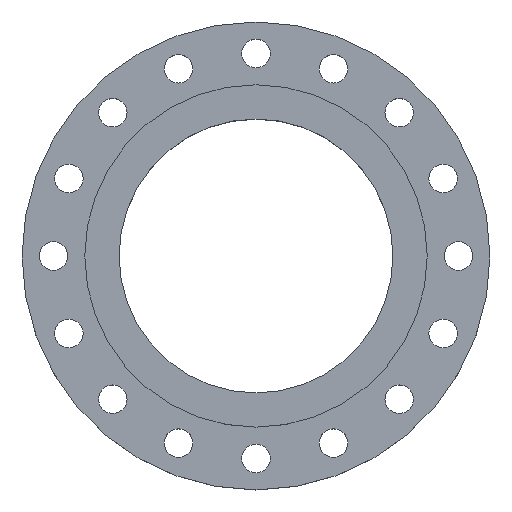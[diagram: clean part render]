
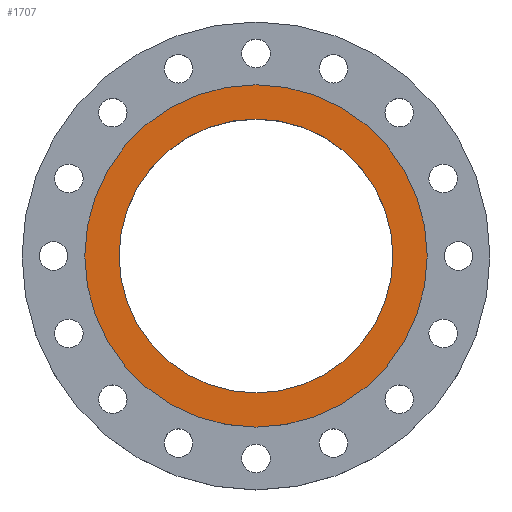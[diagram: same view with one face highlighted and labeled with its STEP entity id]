
A CAD part, top view. The second image highlights one B-rep face of the part: STEP entity #1707.
In plain terms, the highlighted planar face has unit normal (0, 0, 1).
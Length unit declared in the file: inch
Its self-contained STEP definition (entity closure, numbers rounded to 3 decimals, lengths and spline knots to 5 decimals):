
#93 = AXIS2_PLACEMENT_3D ( 'NONE', #1438, #1145, #1557 ) ;
#117 = CARTESIAN_POINT ( 'NONE',  ( 0., 0., 0. ) ) ;
#190 = FACE_BOUND ( 'NONE', #272, .T. ) ;
#272 = EDGE_LOOP ( 'NONE', ( #709, #1664 ) ) ;
#285 = VERTEX_POINT ( 'NONE', #424 ) ;
#368 = CARTESIAN_POINT ( 'NONE',  ( 0., 0., 0. ) ) ;
#376 = AXIS2_PLACEMENT_3D ( 'NONE', #117, #1193, #1741 ) ;
#413 = CARTESIAN_POINT ( 'NONE',  ( 6., 0., 0. ) ) ;
#416 = ORIENTED_EDGE ( 'NONE', *, *, #752, .T. ) ;
#424 = CARTESIAN_POINT ( 'NONE',  ( -6., 0., 0. ) ) ;
#474 = DIRECTION ( 'NONE',  ( 0., 0., 1. ) ) ;
#494 = AXIS2_PLACEMENT_3D ( 'NONE', #1274, #1689, #1258 ) ;
#520 = CARTESIAN_POINT ( 'NONE',  ( -7.5, 0., 0. ) ) ;
#537 = DIRECTION ( 'NONE',  ( 1., 0., 0. ) ) ;
#609 = CIRCLE ( 'NONE', #971, 6. ) ;
#709 = ORIENTED_EDGE ( 'NONE', *, *, #728, .F. ) ;
#728 = EDGE_CURVE ( 'NONE', #1181, #285, #1527, .T. ) ;
#752 = EDGE_CURVE ( 'NONE', #1248, #1180, #1139, .T. ) ;
#831 = ORIENTED_EDGE ( 'NONE', *, *, #849, .T. ) ;
#849 = EDGE_CURVE ( 'NONE', #1180, #1248, #860, .T. ) ;
#860 = CIRCLE ( 'NONE', #376, 7.5 ) ;
#884 = FACE_OUTER_BOUND ( 'NONE', #1335, .T. ) ;
#971 = AXIS2_PLACEMENT_3D ( 'NONE', #1355, #1483, #537 ) ;
#1139 = CIRCLE ( 'NONE', #1674, 7.5 ) ;
#1145 = DIRECTION ( 'NONE',  ( 0., 0., 1. ) ) ;
#1146 = PLANE ( 'NONE',  #494 ) ;
#1180 = VERTEX_POINT ( 'NONE', #1251 ) ;
#1181 = VERTEX_POINT ( 'NONE', #413 ) ;
#1193 = DIRECTION ( 'NONE',  ( 0., 0., 1. ) ) ;
#1248 = VERTEX_POINT ( 'NONE', #520 ) ;
#1251 = CARTESIAN_POINT ( 'NONE',  ( 7.5, 0., 0. ) ) ;
#1258 = DIRECTION ( 'NONE',  ( -1., 0., 0. ) ) ;
#1274 = CARTESIAN_POINT ( 'NONE',  ( 0., 6., 0. ) ) ;
#1335 = EDGE_LOOP ( 'NONE', ( #831, #416 ) ) ;
#1355 = CARTESIAN_POINT ( 'NONE',  ( 0., 0., 0. ) ) ;
#1438 = CARTESIAN_POINT ( 'NONE',  ( 0., 0., 0. ) ) ;
#1483 = DIRECTION ( 'NONE',  ( 0., 0., 1. ) ) ;
#1527 = CIRCLE ( 'NONE', #93, 6. ) ;
#1557 = DIRECTION ( 'NONE',  ( 1., 0., 0. ) ) ;
#1579 = EDGE_CURVE ( 'NONE', #285, #1181, #609, .T. ) ;
#1664 = ORIENTED_EDGE ( 'NONE', *, *, #1579, .F. ) ;
#1674 = AXIS2_PLACEMENT_3D ( 'NONE', #368, #474, #1723 ) ;
#1689 = DIRECTION ( 'NONE',  ( 0., 0., -1. ) ) ;
#1707 = ADVANCED_FACE ( 'NONE', ( #190, #884 ), #1146, .F. ) ;
#1723 = DIRECTION ( 'NONE',  ( 1., 0., 0. ) ) ;
#1741 = DIRECTION ( 'NONE',  ( 1., 0., 0. ) ) ;
